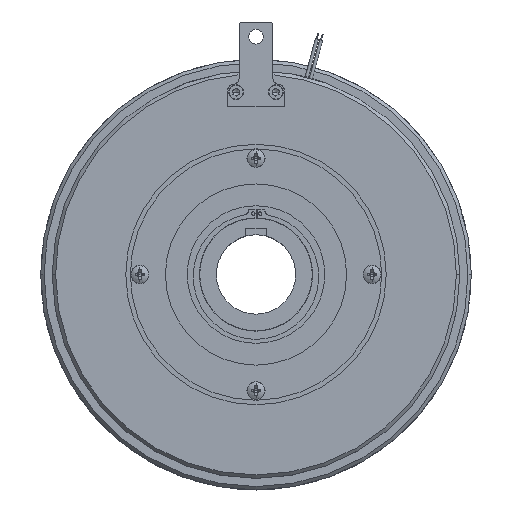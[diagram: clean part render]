
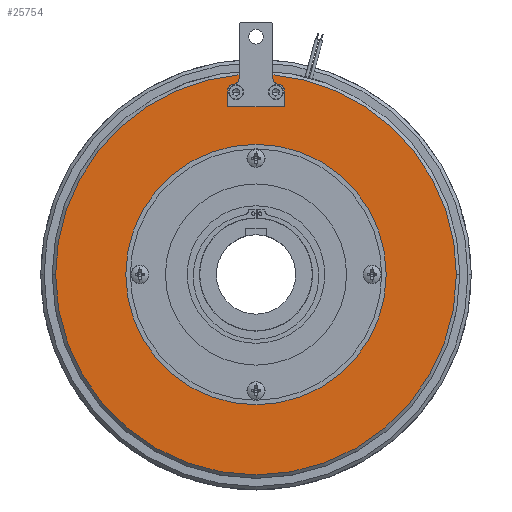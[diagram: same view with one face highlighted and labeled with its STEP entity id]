
A CAD part, top view. The second image highlights one B-rep face of the part: STEP entity #25754.
In plain terms, the highlighted planar face has unit normal (0, 0, 1).
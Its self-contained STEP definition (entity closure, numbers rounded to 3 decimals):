
#3802 = CARTESIAN_POINT ( 'NONE',  ( -115., 0., 42. ) ) ;
#4021 = CARTESIAN_POINT ( 'NONE',  ( 115., 0., 42. ) ) ;
#4022 = DIRECTION ( 'NONE',  ( 1., 0., 0. ) ) ;
#4023 = DIRECTION ( 'NONE',  ( 0., 0., 1. ) ) ;
#4024 = CARTESIAN_POINT ( 'NONE',  ( 0., 0., 42. ) ) ;
#4025 = AXIS2_PLACEMENT_3D ( 'NONE', #4024, #4023, #4022 ) ;
#4026 = CIRCLE ( 'NONE', #4025, 115. ) ;
#4111 = CARTESIAN_POINT ( 'NONE',  ( -15., 176.363, 42. ) ) ;
#4112 = DIRECTION ( 'NONE',  ( 1., 0., 0. ) ) ;
#4113 = DIRECTION ( 'NONE',  ( 0., 0., 1. ) ) ;
#4114 = CARTESIAN_POINT ( 'NONE',  ( 0., 0., 42. ) ) ;
#4115 = AXIS2_PLACEMENT_3D ( 'NONE', #4114, #4113, #4112 ) ;
#4116 = CIRCLE ( 'NONE', #4115, 177. ) ;
#4117 = CARTESIAN_POINT ( 'NONE',  ( -177., 0., 42. ) ) ;
#4132 = CARTESIAN_POINT ( 'NONE',  ( 15., 176.363, 42. ) ) ;
#4133 = CARTESIAN_POINT ( 'NONE',  ( 177., 0., 42. ) ) ;
#4134 = DIRECTION ( 'NONE',  ( 1., 0., 0. ) ) ;
#4135 = DIRECTION ( 'NONE',  ( 0., 0., 1. ) ) ;
#4136 = CARTESIAN_POINT ( 'NONE',  ( 0., 0., 42. ) ) ;
#4137 = AXIS2_PLACEMENT_3D ( 'NONE', #4136, #4135, #4134 ) ;
#4143 = CIRCLE ( 'NONE', #4137, 177. ) ;
#12626 = DIRECTION ( 'NONE',  ( 0., -1., 0. ) ) ;
#12627 = VECTOR ( 'NONE', #12626, 1000. ) ;
#12629 = CARTESIAN_POINT ( 'NONE',  ( -15., 223., 42. ) ) ;
#12630 = LINE ( 'NONE', #12629, #12627 ) ;
#12643 = CARTESIAN_POINT ( 'NONE',  ( -15., 173., 42. ) ) ;
#12733 = DIRECTION ( 'NONE',  ( 1., 0., 0. ) ) ;
#12735 = DIRECTION ( 'NONE',  ( 0., 0., 1. ) ) ;
#12737 = AXIS2_PLACEMENT_3D ( 'NONE', #12748, #12735, #12733 ) ;
#12738 = CIRCLE ( 'NONE', #12737, 177. ) ;
#12748 = CARTESIAN_POINT ( 'NONE',  ( 0., 0., 42. ) ) ;
#12787 = DIRECTION ( 'NONE',  ( 1., 0., 0. ) ) ;
#12789 = DIRECTION ( 'NONE',  ( 0., 0., 1. ) ) ;
#12791 = CARTESIAN_POINT ( 'NONE',  ( 0., 0., 42. ) ) ;
#12797 = AXIS2_PLACEMENT_3D ( 'NONE', #12791, #12789, #12787 ) ;
#12799 = PLANE ( 'NONE',  #12797 ) ;
#12800 = FACE_OUTER_BOUND ( 'NONE', #25828, .T. ) ;
#12802 = FACE_BOUND ( 'NONE', #25815, .T. ) ;
#12830 = CARTESIAN_POINT ( 'NONE',  ( 25., 163., 42. ) ) ;
#12832 = DIRECTION ( 'NONE',  ( 1., 0., 0. ) ) ;
#12834 = DIRECTION ( 'NONE',  ( 0., 0., -1. ) ) ;
#12835 = CARTESIAN_POINT ( 'NONE',  ( 20., 163., 42. ) ) ;
#12836 = AXIS2_PLACEMENT_3D ( 'NONE', #12835, #12834, #12832 ) ;
#12838 = CIRCLE ( 'NONE', #12836, 5. ) ;
#12853 = CARTESIAN_POINT ( 'NONE',  ( 20., 168., 42. ) ) ;
#12855 = DIRECTION ( 'NONE',  ( 1., 0., 0. ) ) ;
#12857 = DIRECTION ( 'NONE',  ( 0., 0., 1. ) ) ;
#12858 = CARTESIAN_POINT ( 'NONE',  ( 20., 173., 42. ) ) ;
#12860 = AXIS2_PLACEMENT_3D ( 'NONE', #12858, #12857, #12855 ) ;
#12862 = CIRCLE ( 'NONE', #12860, 5. ) ;
#12866 = CARTESIAN_POINT ( 'NONE',  ( 15., 173., 42. ) ) ;
#12878 = DIRECTION ( 'NONE',  ( 0., 1., 0. ) ) ;
#12879 = VECTOR ( 'NONE', #12878, 1000. ) ;
#12881 = CARTESIAN_POINT ( 'NONE',  ( 15., 223., 42. ) ) ;
#12882 = LINE ( 'NONE', #12881, #12879 ) ;
#12913 = DIRECTION ( 'NONE',  ( 1., 0., 0. ) ) ;
#12915 = DIRECTION ( 'NONE',  ( 0., 0., 1. ) ) ;
#12916 = CARTESIAN_POINT ( 'NONE',  ( 0., 0., 42. ) ) ;
#12917 = AXIS2_PLACEMENT_3D ( 'NONE', #12916, #12915, #12913 ) ;
#12919 = CIRCLE ( 'NONE', #12917, 115. ) ;
#12925 = CARTESIAN_POINT ( 'NONE',  ( -25., 148., 42. ) ) ;
#12928 = DIRECTION ( 'NONE',  ( 1., 0., 0. ) ) ;
#12929 = VECTOR ( 'NONE', #12928, 1000. ) ;
#12931 = CARTESIAN_POINT ( 'NONE',  ( 25., 148., 42. ) ) ;
#12932 = LINE ( 'NONE', #12931, #12929 ) ;
#12948 = CARTESIAN_POINT ( 'NONE',  ( 25., 148., 42. ) ) ;
#12949 = DIRECTION ( 'NONE',  ( 0., 1., 0. ) ) ;
#12951 = VECTOR ( 'NONE', #12949, 1000. ) ;
#12953 = CARTESIAN_POINT ( 'NONE',  ( 25., 168., 42. ) ) ;
#12963 = LINE ( 'NONE', #12953, #12951 ) ;
#13018 = CARTESIAN_POINT ( 'NONE',  ( -20., 168., 42. ) ) ;
#13020 = DIRECTION ( 'NONE',  ( 1., 0., 0. ) ) ;
#13022 = DIRECTION ( 'NONE',  ( 0., 0., 1. ) ) ;
#13024 = CARTESIAN_POINT ( 'NONE',  ( -20., 173., 42. ) ) ;
#13025 = AXIS2_PLACEMENT_3D ( 'NONE', #13024, #13022, #13020 ) ;
#13032 = CIRCLE ( 'NONE', #13025, 5. ) ;
#13064 = DIRECTION ( 'NONE',  ( 1., 0., 0. ) ) ;
#13066 = DIRECTION ( 'NONE',  ( 0., 0., -1. ) ) ;
#13068 = CARTESIAN_POINT ( 'NONE',  ( -20., 163., 42. ) ) ;
#13069 = AXIS2_PLACEMENT_3D ( 'NONE', #13068, #13066, #13064 ) ;
#13071 = CIRCLE ( 'NONE', #13069, 5. ) ;
#13090 = CARTESIAN_POINT ( 'NONE',  ( -25., 163., 42. ) ) ;
#13092 = DIRECTION ( 'NONE',  ( 0., -1., 0. ) ) ;
#13093 = VECTOR ( 'NONE', #13092, 1000. ) ;
#13096 = CARTESIAN_POINT ( 'NONE',  ( -25., 168., 42. ) ) ;
#13097 = LINE ( 'NONE', #13096, #13093 ) ;
#20176 = VERTEX_POINT ( 'NONE', #3802 ) ;
#20277 = EDGE_CURVE ( 'NONE', #20176, #20279, #4026, .T. ) ;
#20279 = VERTEX_POINT ( 'NONE', #4021 ) ;
#20346 = VERTEX_POINT ( 'NONE', #4117 ) ;
#20349 = EDGE_CURVE ( 'NONE', #20350, #20346, #4116, .T. ) ;
#20350 = VERTEX_POINT ( 'NONE', #4111 ) ;
#20380 = EDGE_CURVE ( 'NONE', #20382, #20384, #4143, .T. ) ;
#20382 = VERTEX_POINT ( 'NONE', #4133 ) ;
#20384 = VERTEX_POINT ( 'NONE', #4132 ) ;
#25700 = VERTEX_POINT ( 'NONE', #12643 ) ;
#25702 = ORIENTED_EDGE ( 'NONE', *, *, #25705, .F. ) ;
#25705 = EDGE_CURVE ( 'NONE', #20350, #25700, #12630, .T. ) ;
#25710 = ORIENTED_EDGE ( 'NONE', *, *, #20349, .T. ) ;
#25713 = ORIENTED_EDGE ( 'NONE', *, *, #25720, .T. ) ;
#25720 = EDGE_CURVE ( 'NONE', #20346, #20382, #12738, .T. ) ;
#25754 = ADVANCED_FACE ( 'NONE', ( #12802, #12800 ), #12799, .T. ) ;
#25770 = ORIENTED_EDGE ( 'NONE', *, *, #20380, .T. ) ;
#25774 = ORIENTED_EDGE ( 'NONE', *, *, #25778, .F. ) ;
#25778 = EDGE_CURVE ( 'NONE', #25780, #20384, #12882, .T. ) ;
#25780 = VERTEX_POINT ( 'NONE', #12866 ) ;
#25783 = ORIENTED_EDGE ( 'NONE', *, *, #25785, .T. ) ;
#25785 = EDGE_CURVE ( 'NONE', #25780, #25789, #12862, .T. ) ;
#25789 = VERTEX_POINT ( 'NONE', #12853 ) ;
#25793 = ORIENTED_EDGE ( 'NONE', *, *, #25795, .T. ) ;
#25795 = EDGE_CURVE ( 'NONE', #25789, #25796, #12838, .T. ) ;
#25796 = VERTEX_POINT ( 'NONE', #12830 ) ;
#25804 = ORIENTED_EDGE ( 'NONE', *, *, #25806, .F. ) ;
#25806 = EDGE_CURVE ( 'NONE', #25808, #25796, #12963, .T. ) ;
#25808 = VERTEX_POINT ( 'NONE', #12948 ) ;
#25812 = ORIENTED_EDGE ( 'NONE', *, *, #25813, .F. ) ;
#25813 = EDGE_CURVE ( 'NONE', #25814, #25808, #12932, .T. ) ;
#25814 = VERTEX_POINT ( 'NONE', #12925 ) ;
#25815 = EDGE_LOOP ( 'NONE', ( #25819, #25827 ) ) ;
#25819 = ORIENTED_EDGE ( 'NONE', *, *, #25823, .F. ) ;
#25823 = EDGE_CURVE ( 'NONE', #20279, #20176, #12919, .T. ) ;
#25827 = ORIENTED_EDGE ( 'NONE', *, *, #20277, .F. ) ;
#25828 = EDGE_LOOP ( 'NONE', ( #25834, #25702, #25710, #25713, #25770, #25774, #25783, #25793, #25804, #25812, #25870, #25881 ) ) ;
#25834 = ORIENTED_EDGE ( 'NONE', *, *, #25838, .T. ) ;
#25838 = EDGE_CURVE ( 'NONE', #25839, #25700, #13032, .T. ) ;
#25839 = VERTEX_POINT ( 'NONE', #13018 ) ;
#25870 = ORIENTED_EDGE ( 'NONE', *, *, #25874, .F. ) ;
#25874 = EDGE_CURVE ( 'NONE', #25877, #25814, #13097, .T. ) ;
#25877 = VERTEX_POINT ( 'NONE', #13090 ) ;
#25881 = ORIENTED_EDGE ( 'NONE', *, *, #25885, .T. ) ;
#25885 = EDGE_CURVE ( 'NONE', #25877, #25839, #13071, .T. ) ;
